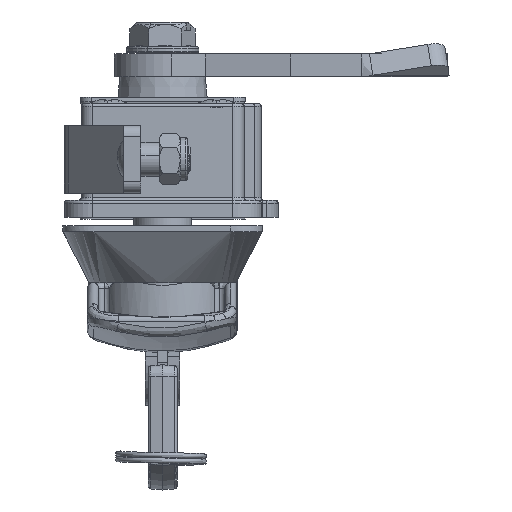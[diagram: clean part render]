
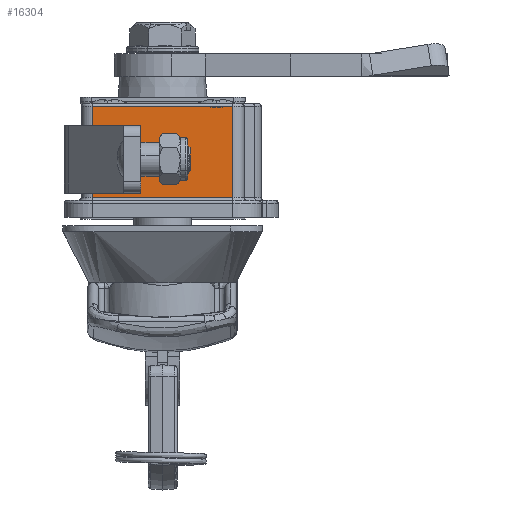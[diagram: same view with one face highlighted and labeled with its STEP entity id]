
A CAD part, left-side view. The second image highlights one B-rep face of the part: STEP entity #16304.
In plain terms, the highlighted planar face has unit normal (-1, 0, 0).
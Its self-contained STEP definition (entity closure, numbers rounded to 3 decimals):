
#881 = ORIENTED_EDGE ( 'NONE', *, *, #11587, .F. ) ;
#1673 = DIRECTION ( 'NONE',  ( 0., 0., 1. ) ) ;
#3120 = CARTESIAN_POINT ( 'NONE',  ( -76.8, -62.3, 5. ) ) ;
#5490 = VERTEX_POINT ( 'NONE', #37191 ) ;
#7132 = LINE ( 'NONE', #31204, #21291 ) ;
#10778 = EDGE_CURVE ( 'NONE', #30759, #5490, #13819, .T. ) ;
#11587 = EDGE_CURVE ( 'NONE', #5490, #27440, #7132, .T. ) ;
#12244 = ORIENTED_EDGE ( 'NONE', *, *, #23885, .F. ) ;
#13680 = LINE ( 'NONE', #37773, #47452 ) ;
#13819 = LINE ( 'NONE', #34162, #29350 ) ;
#14961 = CARTESIAN_POINT ( 'NONE',  ( -76.8, -35.7, 21.5 ) ) ;
#16304 = ADVANCED_FACE ( 'NONE', ( #23496 ), #47338, .F. ) ;
#16913 = VECTOR ( 'NONE', #26725, 1000. ) ;
#19077 = ORIENTED_EDGE ( 'NONE', *, *, #52196, .F. ) ;
#21291 = VECTOR ( 'NONE', #43778, 1000. ) ;
#23496 = FACE_OUTER_BOUND ( 'NONE', #35237, .T. ) ;
#23885 = EDGE_CURVE ( 'NONE', #27440, #32935, #27257, .T. ) ;
#26084 = CARTESIAN_POINT ( 'NONE',  ( -76.8, -37.7, 21. ) ) ;
#26725 = DIRECTION ( 'NONE',  ( 0., 1., 0. ) ) ;
#26984 = CARTESIAN_POINT ( 'NONE',  ( -76.8, -35.7, 5. ) ) ;
#26994 = DIRECTION ( 'NONE',  ( 0., 0., 1. ) ) ;
#27257 = LINE ( 'NONE', #26984, #16913 ) ;
#27440 = VERTEX_POINT ( 'NONE', #3120 ) ;
#29350 = VECTOR ( 'NONE', #46453, 1000. ) ;
#30558 = ORIENTED_EDGE ( 'NONE', *, *, #10778, .F. ) ;
#30759 = VERTEX_POINT ( 'NONE', #26084 ) ;
#31204 = CARTESIAN_POINT ( 'NONE',  ( -76.8, -62.3, 21.5 ) ) ;
#31273 = DIRECTION ( 'NONE',  ( 1., 0., 0. ) ) ;
#32935 = VERTEX_POINT ( 'NONE', #46038 ) ;
#34162 = CARTESIAN_POINT ( 'NONE',  ( -76.8, -64.5, 21. ) ) ;
#35237 = EDGE_LOOP ( 'NONE', ( #12244, #881, #30558, #19077 ) ) ;
#37191 = CARTESIAN_POINT ( 'NONE',  ( -76.8, -62.3, 21. ) ) ;
#37773 = CARTESIAN_POINT ( 'NONE',  ( -76.8, -37.7, 21.5 ) ) ;
#38701 = AXIS2_PLACEMENT_3D ( 'NONE', #14961, #31273, #26994 ) ;
#43778 = DIRECTION ( 'NONE',  ( 0., 0., -1. ) ) ;
#46038 = CARTESIAN_POINT ( 'NONE',  ( -76.8, -37.7, 5. ) ) ;
#46453 = DIRECTION ( 'NONE',  ( 0., -1., 0. ) ) ;
#47338 = PLANE ( 'NONE',  #38701 ) ;
#47452 = VECTOR ( 'NONE', #1673, 1000. ) ;
#52196 = EDGE_CURVE ( 'NONE', #32935, #30759, #13680, .T. ) ;
